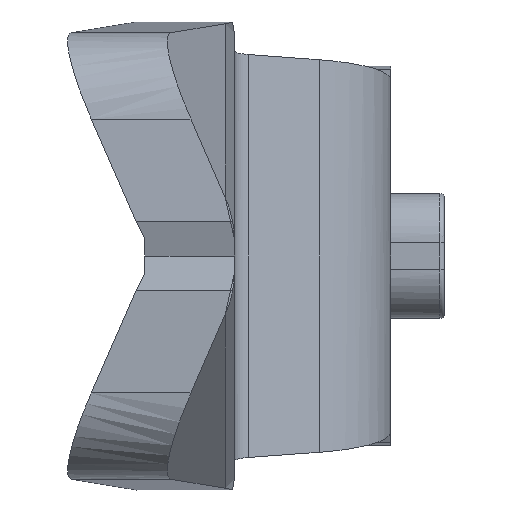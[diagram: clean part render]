
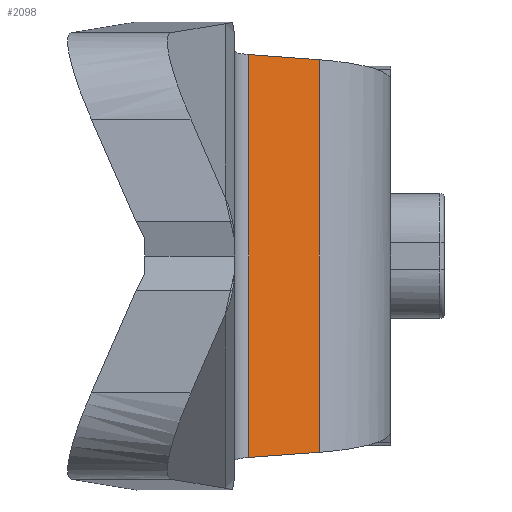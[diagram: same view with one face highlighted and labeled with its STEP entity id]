
A CAD part, left-side view. The second image highlights one B-rep face of the part: STEP entity #2098.
In plain terms, the highlighted free-form (B-spline) face has degree [1, 1] with [2, 2] control points.
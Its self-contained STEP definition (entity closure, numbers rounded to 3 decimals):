
#554=CARTESIAN_POINT('',(-19.474,-4.642,9.014));
#555=VERTEX_POINT('',#554);
#576=CARTESIAN_POINT('',(-19.474,-4.642,-9.014));
#577=VERTEX_POINT('',#576);
#591=CARTESIAN_POINT('',(-19.474,-4.642,9.014));
#592=CARTESIAN_POINT('',(-19.474,-4.642,-9.014));
#593=QUASI_UNIFORM_CURVE('',1,(#591,#592),.UNSPECIFIED.,.F.,.U.);
#594=EDGE_CURVE('',#555,#577,#593,.T.);
#735=CARTESIAN_POINT('',(-18.265,-7.792,8.782));
#736=VERTEX_POINT('',#735);
#752=CARTESIAN_POINT('',(-18.265,-7.792,-8.782));
#753=VERTEX_POINT('',#752);
#754=CARTESIAN_POINT('',(-18.265,-7.792,-8.782));
#755=CARTESIAN_POINT('',(-18.265,-7.792,8.782));
#756=QUASI_UNIFORM_CURVE('',1,(#754,#755),.UNSPECIFIED.,.F.,.U.);
#757=EDGE_CURVE('',#753,#736,#756,.T.);
#1962=CARTESIAN_POINT('',(-18.265,-7.792,-8.782));
#1963=CARTESIAN_POINT('',(-19.474,-4.642,-9.014));
#1964=QUASI_UNIFORM_CURVE('',1,(#1962,#1963),.UNSPECIFIED.,.F.,.U.);
#1965=EDGE_CURVE('',#753,#577,#1964,.T.);
#2012=CARTESIAN_POINT('',(-19.474,-4.642,9.014));
#2013=CARTESIAN_POINT('',(-18.265,-7.792,8.782));
#2014=QUASI_UNIFORM_CURVE('',1,(#2012,#2013),.UNSPECIFIED.,.F.,.U.);
#2015=EDGE_CURVE('',#555,#736,#2014,.T.);
#2087=CARTESIAN_POINT('',(-18.204,-7.949,-9.915));
#2088=CARTESIAN_POINT('',(-19.535,-4.484,-9.915));
#2089=CARTESIAN_POINT('',(-18.204,-7.949,9.915));
#2090=CARTESIAN_POINT('',(-19.535,-4.484,9.915));
#2091=B_SPLINE_SURFACE_WITH_KNOTS('',1,1,((#2087,#2089),(#2088,#2090)),.UNSPECIFIED.,.F.,.F.,.U.,(2,2),(2,2),(0.0,3.711),(0.0,19.83),.UNSPECIFIED.);
#2092=ORIENTED_EDGE('',*,*,#2015,.F.);
#2093=ORIENTED_EDGE('',*,*,#594,.T.);
#2094=ORIENTED_EDGE('',*,*,#1965,.F.);
#2095=ORIENTED_EDGE('',*,*,#757,.T.);
#2096=EDGE_LOOP('',(#2092,#2093,#2094,#2095));
#2097=FACE_OUTER_BOUND('',#2096,.T.);
#2098=ADVANCED_FACE('',(#2097),#2091,.F.);
